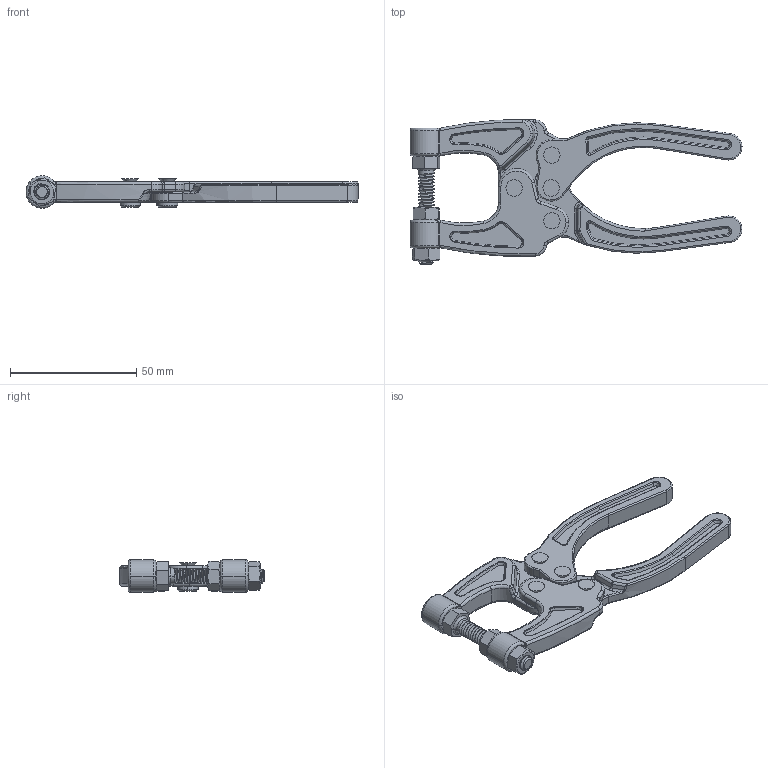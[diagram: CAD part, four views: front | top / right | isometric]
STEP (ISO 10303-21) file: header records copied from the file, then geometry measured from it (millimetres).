
FILE_DESCRIPTION (( 'STEP AP203' ), '1' );
FILE_NAME ('CH-50350-1.STEP', '2017-12-04T02:08:37', ( 'Windows' ), ( 'Microsoft' ), 'SwSTEP 2.0', 'SolidWorks 2015', '' );
FILE_SCHEMA (( 'CONFIG_CONTROL_DESIGN' ));
Length unit declared in the file: millimetre
Products named in the file (7): CH-50350-1; 50350-1 RIGHT BAR; 50350 HANDLE; 50350-04; CH-SA-14112 NUT; CH-SA-14112 SPINDLE SUPPLIED; 50350-1 LEFT BAR
Assembly tree (11 placements, depth 2):
  CH-50350-1
    50350-1 LEFT BAR
    50350-1 RIGHT BAR
    50350 HANDLE  x2
    50350-04  x4
    CH-SA-14112 NUT  x2
    CH-SA-14112 SPINDLE SUPPLIED
Bounding box: 131.38 x 57.35 x 12.79 mm (x, y, z)
Volume: 26804.4 mm3; surface area: 17858.6 mm2
Topology: 11 solids, 11 shells, 760 faces, 1875 edges, 1156 vertices
Faces by surface type: cylinder 235, plane 161, torus 154, cone 101, bspline 101, sphere 8
Entity records: 27332 total; most frequent: CARTESIAN_POINT 13124, ORIENTED_EDGE 2966, DIRECTION 2644, EDGE_CURVE 1483, AXIS2_PLACEMENT_3D 1052, VERTEX_POINT 923, EDGE_LOOP 628, ADVANCED_FACE 592
